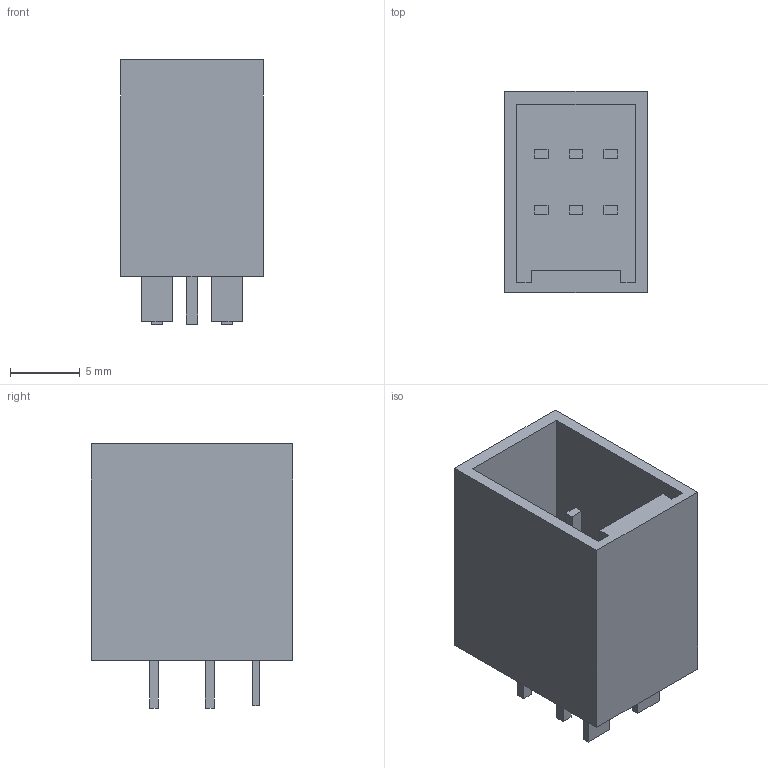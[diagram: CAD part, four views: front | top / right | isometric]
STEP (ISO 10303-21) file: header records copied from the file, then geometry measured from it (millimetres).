
FILE_DESCRIPTION(('FreeCAD Model'),'2;1');
FILE_NAME('JST_J2100_B06B-J21DK-GG_2x3x2.50mm_Straight.STEP','2016-03-20T20:57:26', ('Author'),(''),'Open CASCADE STEP processor 6.8','FreeCAD','Unknown' );
FILE_SCHEMA(('AUTOMOTIVE_DESIGN_CC2 { 1 2 10303 214 -1 1 5 4 }'));
Length unit declared in the file: millimetre
Products named in the file (1): B06B-J21DK-GGXR
Bounding box: 10.2 x 14.4 x 18.9 mm (x, y, z)
Volume: 1265.9 mm3; surface area: 1696.2 mm2
Topology: 1 solids, 1 shells, 85 faces, 204 edges, 136 vertices
Faces by surface type: plane 85
Entity records: 5678 total; most frequent: CARTESIAN_POINT 834, DIRECTION 784, LINE 612, VECTOR 612, ORIENTED_EDGE 408, PCURVE 408, DEFINITIONAL_REPRESENTATION 408, EDGE_CURVE 204
